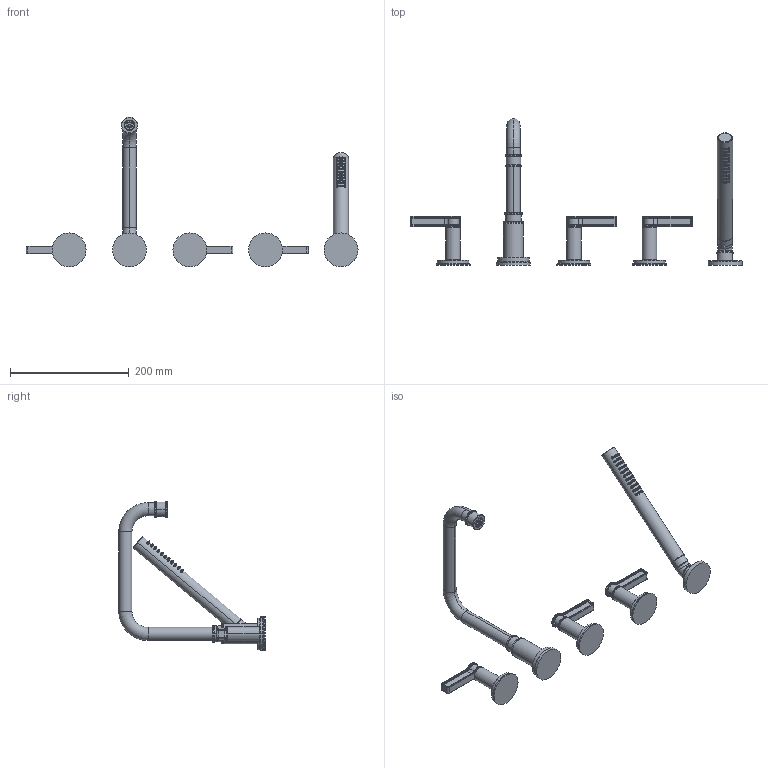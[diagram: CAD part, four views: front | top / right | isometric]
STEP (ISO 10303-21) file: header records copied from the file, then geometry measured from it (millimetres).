
FILE_DESCRIPTION((''),'2;1');
FILE_NAME('3-3277','2021-09-09T11:25:53',('jinson.thomas'),(''),'CREO PARAMETRIC BY PTC INC, 2018400','CREO PARAMETRIC BY PTC INC, 2018400','');
FILE_SCHEMA(('CONFIG_CONTROL_DESIGN'));
Length unit declared in the file: inch
Products named in the file (1): 3-3277
Bounding box: 558.16 x 246.32 x 251.84 mm (x, y, z)
Volume: 591141.7 mm3; surface area: 127074.5 mm2
Topology: 5 solids, 5 shells, 1286 faces, 2916 edges, 1730 vertices
Faces by surface type: bspline 572, cylinder 413, torus 176, plane 119, cone 6
Entity records: 88236 total; most frequent: CARTESIAN_POINT 62852, ORIENTED_EDGE 5832, DIRECTION 4232, EDGE_CURVE 2916, VERTEX_POINT 1730, AXIS2_PLACEMENT_3D 1682, EDGE_LOOP 1400, FACE_OUTER_BOUND 1286
